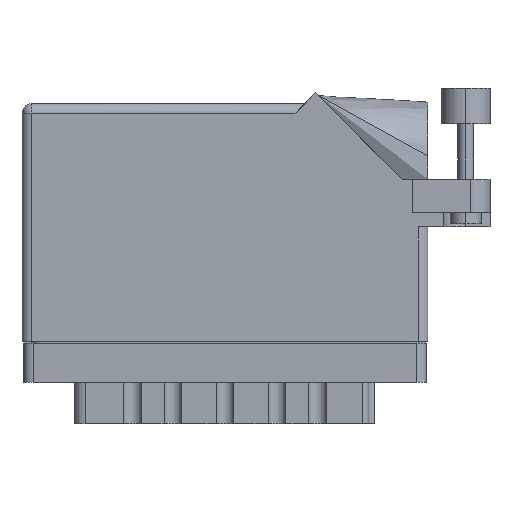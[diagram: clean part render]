
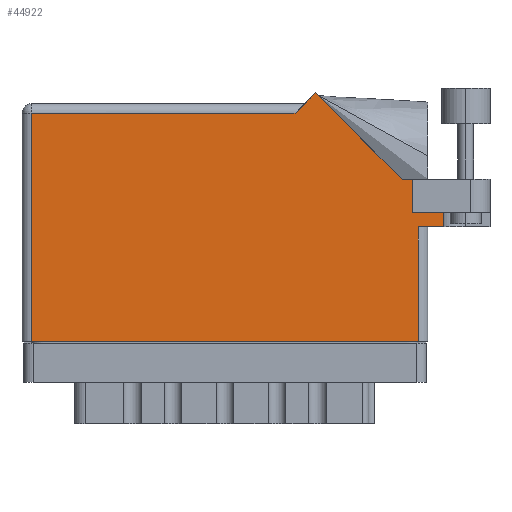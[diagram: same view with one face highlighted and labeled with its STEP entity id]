
A CAD part, front view. The second image highlights one B-rep face of the part: STEP entity #44922.
In plain terms, the highlighted face is planar.
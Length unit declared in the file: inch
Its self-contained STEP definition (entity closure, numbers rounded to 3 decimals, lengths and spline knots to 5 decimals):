
#110 = CARTESIAN_POINT ( 'NONE',  ( 0.062, 0., 0. ) ) ;
#196 = DIRECTION ( 'NONE',  ( -1., 0., 0. ) ) ;
#677 = ORIENTED_EDGE ( 'NONE', *, *, #23424, .T. ) ;
#768 = CARTESIAN_POINT ( 'NONE',  ( 2.55, 0.737, 0. ) ) ;
#1074 = ORIENTED_EDGE ( 'NONE', *, *, #36622, .T. ) ;
#1724 = VECTOR ( 'NONE', #16424, 39.37008 ) ;
#2018 = EDGE_CURVE ( 'NONE', #30108, #48368, #33648, .T. ) ;
#3666 = DIRECTION ( 'NONE',  ( -1., 0., 0. ) ) ;
#4006 = CARTESIAN_POINT ( 'NONE',  ( 2.7135, 1.16177, 0. ) ) ;
#4111 = ORIENTED_EDGE ( 'NONE', *, *, #47262, .T. ) ;
#4792 = EDGE_LOOP ( 'NONE', ( #53624, #14171, #25897, #27735, #30565, #25747, #4111, #677, #1074, #9695, #21599 ) ) ;
#5086 = CARTESIAN_POINT ( 'NONE',  ( 2.612, 0.737, 0. ) ) ;
#7085 = VECTOR ( 'NONE', #41358, 39.37008 ) ;
#7132 = VECTOR ( 'NONE', #12509, 39.37008 ) ;
#7223 = LINE ( 'NONE', #45160, #7085 ) ;
#7913 = LINE ( 'NONE', #12026, #24516 ) ;
#8388 = LINE ( 'NONE', #38158, #17957 ) ;
#8945 = CARTESIAN_POINT ( 'NONE',  ( 2.44642, 1.044, 0. ) ) ;
#9548 = EDGE_CURVE ( 'NONE', #43025, #41223, #36633, .T. ) ;
#9695 = ORIENTED_EDGE ( 'NONE', *, *, #19027, .T. ) ;
#10081 = CARTESIAN_POINT ( 'NONE',  ( 0.062, 0., 0. ) ) ;
#10566 = CARTESIAN_POINT ( 'NONE',  ( 2.44642, 1.044, 0. ) ) ;
#11298 = VECTOR ( 'NONE', #25739, 39.37008 ) ;
#12026 = CARTESIAN_POINT ( 'NONE',  ( 2.512, 0.831, 0. ) ) ;
#12509 = DIRECTION ( 'NONE',  ( 1., 0., 0. ) ) ;
#12961 = CARTESIAN_POINT ( 'NONE',  ( 2.55, 0.737, 0. ) ) ;
#13931 = LINE ( 'NONE', #10081, #53646 ) ;
#13984 = FACE_OUTER_BOUND ( 'NONE', #4792, .T. ) ;
#14171 = ORIENTED_EDGE ( 'NONE', *, *, #40397, .T. ) ;
#14251 = DIRECTION ( 'NONE',  ( -1., 0., 0. ) ) ;
#15206 = LINE ( 'NONE', #10566, #32094 ) ;
#16224 = CARTESIAN_POINT ( 'NONE',  ( 2.512, 0.831, 0. ) ) ;
#16424 = DIRECTION ( 'NONE',  ( 1., 0., 0. ) ) ;
#17546 = CARTESIAN_POINT ( 'NONE',  ( 2.55, 0., 0. ) ) ;
#17555 = PLANE ( 'NONE',  #40878 ) ;
#17957 = VECTOR ( 'NONE', #196, 39.37008 ) ;
#18010 = VERTEX_POINT ( 'NONE', #8945 ) ;
#18044 = EDGE_CURVE ( 'NONE', #51446, #25438, #29982, .T. ) ;
#19027 = EDGE_CURVE ( 'NONE', #29940, #49196, #8388, .T. ) ;
#20081 = LINE ( 'NONE', #36738, #36734 ) ;
#21517 = DIRECTION ( 'NONE',  ( 0., -1., 0. ) ) ;
#21599 = ORIENTED_EDGE ( 'NONE', *, *, #29042, .T. ) ;
#22390 = DIRECTION ( 'NONE',  ( 0., -1., 0. ) ) ;
#23424 = EDGE_CURVE ( 'NONE', #18010, #32768, #15206, .T. ) ;
#24263 = CARTESIAN_POINT ( 'NONE',  ( 2.7135, 0.831, 0. ) ) ;
#24516 = VECTOR ( 'NONE', #33053, 39.37008 ) ;
#25438 = VERTEX_POINT ( 'NONE', #30387 ) ;
#25739 = DIRECTION ( 'NONE',  ( 0., 1., 0. ) ) ;
#25747 = ORIENTED_EDGE ( 'NONE', *, *, #2018, .T. ) ;
#25897 = ORIENTED_EDGE ( 'NONE', *, *, #48049, .T. ) ;
#26567 = DIRECTION ( 'NONE',  ( 0., 0., -1. ) ) ;
#27517 = EDGE_CURVE ( 'NONE', #30108, #51446, #7913, .T. ) ;
#27735 = ORIENTED_EDGE ( 'NONE', *, *, #18044, .F. ) ;
#29042 = EDGE_CURVE ( 'NONE', #49196, #43025, #13931, .T. ) ;
#29940 = VERTEX_POINT ( 'NONE', #50633 ) ;
#29973 = LINE ( 'NONE', #5086, #7132 ) ;
#29982 = LINE ( 'NONE', #4006, #45727 ) ;
#30108 = VERTEX_POINT ( 'NONE', #16224 ) ;
#30387 = CARTESIAN_POINT ( 'NONE',  ( 2.7135, 0.737, 0. ) ) ;
#30565 = ORIENTED_EDGE ( 'NONE', *, *, #27517, .F. ) ;
#32094 = VECTOR ( 'NONE', #35415, 39.37008 ) ;
#32599 = CARTESIAN_POINT ( 'NONE',  ( 2.512, 1.044, 0. ) ) ;
#32768 = VERTEX_POINT ( 'NONE', #36762 ) ;
#33053 = DIRECTION ( 'NONE',  ( 1., 0., 0. ) ) ;
#33648 = LINE ( 'NONE', #38811, #11298 ) ;
#35415 = DIRECTION ( 'NONE',  ( -0.707, 0.707, 0. ) ) ;
#36622 = EDGE_CURVE ( 'NONE', #32768, #29940, #7223, .T. ) ;
#36633 = LINE ( 'NONE', #40727, #1724 ) ;
#36734 = VECTOR ( 'NONE', #3666, 39.37008 ) ;
#36738 = CARTESIAN_POINT ( 'NONE',  ( 3.012, 1.044, 0. ) ) ;
#36762 = CARTESIAN_POINT ( 'NONE',  ( 1.88971, 1.60071, 0. ) ) ;
#38158 = CARTESIAN_POINT ( 'NONE',  ( 0., 1.468, 0. ) ) ;
#38205 = LINE ( 'NONE', #768, #44772 ) ;
#38478 = DIRECTION ( 'NONE',  ( 0., 1., 0. ) ) ;
#38811 = CARTESIAN_POINT ( 'NONE',  ( 2.512, 0.831, 0. ) ) ;
#40397 = EDGE_CURVE ( 'NONE', #41223, #43092, #38205, .T. ) ;
#40727 = CARTESIAN_POINT ( 'NONE',  ( 0., 0., 0. ) ) ;
#40878 = AXIS2_PLACEMENT_3D ( 'NONE', #42923, #26567, #14251 ) ;
#41223 = VERTEX_POINT ( 'NONE', #17546 ) ;
#41358 = DIRECTION ( 'NONE',  ( -0.707, -0.707, 0. ) ) ;
#42923 = CARTESIAN_POINT ( 'NONE',  ( 0., 1.53, 0. ) ) ;
#43025 = VERTEX_POINT ( 'NONE', #110 ) ;
#43092 = VERTEX_POINT ( 'NONE', #12961 ) ;
#44772 = VECTOR ( 'NONE', #38478, 39.37008 ) ;
#44922 = ADVANCED_FACE ( 'NONE', ( #13984 ), #17555, .F. ) ;
#44990 = CARTESIAN_POINT ( 'NONE',  ( 0.062, 1.468, 0. ) ) ;
#45160 = CARTESIAN_POINT ( 'NONE',  ( 1.819, 1.53, 0. ) ) ;
#45727 = VECTOR ( 'NONE', #21517, 39.37008 ) ;
#47262 = EDGE_CURVE ( 'NONE', #48368, #18010, #20081, .T. ) ;
#48049 = EDGE_CURVE ( 'NONE', #43092, #25438, #29973, .T. ) ;
#48368 = VERTEX_POINT ( 'NONE', #32599 ) ;
#49196 = VERTEX_POINT ( 'NONE', #44990 ) ;
#50633 = CARTESIAN_POINT ( 'NONE',  ( 1.757, 1.468, 0. ) ) ;
#51446 = VERTEX_POINT ( 'NONE', #24263 ) ;
#53624 = ORIENTED_EDGE ( 'NONE', *, *, #9548, .T. ) ;
#53646 = VECTOR ( 'NONE', #22390, 39.37008 ) ;
